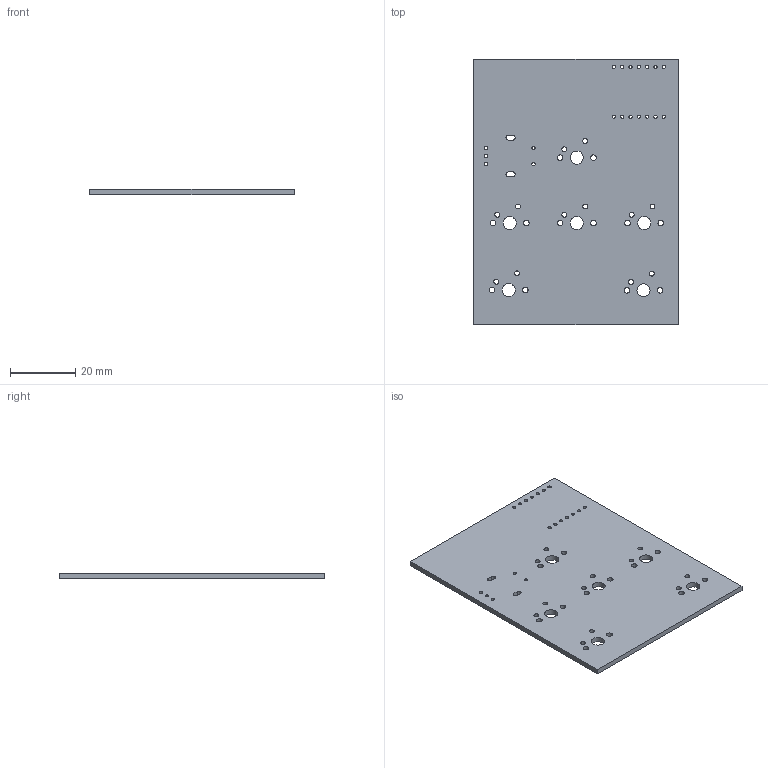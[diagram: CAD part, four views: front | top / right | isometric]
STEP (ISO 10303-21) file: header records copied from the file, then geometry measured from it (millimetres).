
FILE_DESCRIPTION(('KiCad electronic assembly'),'2;1');
FILE_NAME('My hackpad.step','2024-10-18T15:46:41',('Pcbnew'),('Kicad'), 'Open CASCADE STEP processor 7.7','KiCad to STEP converter','Unknown' );
FILE_SCHEMA(('AUTOMOTIVE_DESIGN { 1 0 10303 214 1 1 1 1 }'));
Length unit declared in the file: millimetre
Products named in the file (2): My hackpad 1; My hackpad_PCB
Assembly tree (1 placements, depth 2):
  My hackpad 1
    My hackpad_PCB
Bounding box: 62.5 x 81 x 1.6 mm (x, y, z)
Volume: 7866.1 mm3; surface area: 10724.4 mm2
Topology: 1 solids, 1 shells, 63 faces, 183 edges, 122 vertices
Faces by surface type: cylinder 53, plane 10
Full cylindrical faces by diameter (mm): 1 x19, 1.5 x12, 1.7 x12, 4 x6
Entity records: 2384 total; most frequent: DIRECTION 419, CARTESIAN_POINT 370, ORIENTED_EDGE 366, EDGE_CURVE 183, AXIS2_PLACEMENT_3D 171, FACE_BOUND 165, EDGE_LOOP 165, VERTEX_POINT 122
